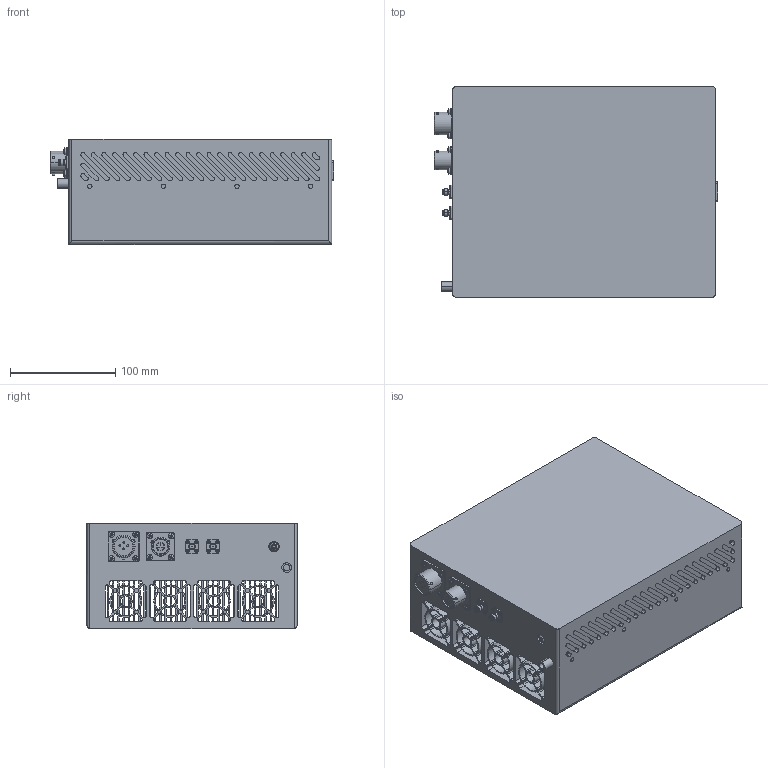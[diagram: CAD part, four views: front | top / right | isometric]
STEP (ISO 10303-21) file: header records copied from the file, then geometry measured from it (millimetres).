
FILE_DESCRIPTION (( 'STEP AP214' ), '1' );
FILE_NAME ('BP-HA-CW1, Defeatured.STEP', '2025-03-31T18:16:45', ( '' ), ( '' ), 'SwSTEP 2.0', 'SolidWorks 2021', '' );
FILE_SCHEMA (( 'AUTOMOTIVE_DESIGN' ));
Length unit declared in the file: inch
Products named in the file (14): SMA-8.6-0.38__.STEP; ____4^JY27496E11F35_27-31GHz_______.STEP; spring lock washers--normal type gb_GB_FASTENER_WASHER_SW 2.STEP; JY27496E13F04^JY27496E13F04_27-31GHz_______.STEP; cross recessed pan head screws gb_GB_CROSS_SCREWS_TYPE1 M3X8-8  H type-N.STEP; JY27496E13F04^27-31GHz_______.STEP; BP-HA-CW1, Defeatured; spring lock washers--normal type gb_GB_FASTENER_WASHER_SW 3.STEP; SSPAM2731P49.STEP; LED__^__________.STEP; JY27496E11F35^27-31GHz_______.STEP; SMA-8.6-0.38.STEP; cross recessed pan head screws gb_GB_CROSS_SCREWS_TYPE1 M1.6X5-5  H type-C.STEP; ____1^27-31GHz_______.STEP
Assembly tree (34 placements, depth 4):
  BP-HA-CW1, Defeatured
    SSPAM2731P49.STEP
      JY27496E13F04^27-31GHz_______.STEP
        JY27496E13F04^JY27496E13F04_27-31GHz_______.STEP
        spring lock washers--normal type gb_GB_FASTENER_WASHER_SW 3.STEP  x4
        cross recessed pan head screws gb_GB_CROSS_SCREWS_TYPE1 M3X8-8  H type-N.STEP  x4
      JY27496E11F35^27-31GHz_______.STEP
        ____4^JY27496E11F35_27-31GHz_______.STEP
        cross recessed pan head screws gb_GB_CROSS_SCREWS_TYPE1 M3X8-8  H type-N.STEP  x4
        spring lock washers--normal type gb_GB_FASTENER_WASHER_SW 3.STEP  x4
      SMA-8.6-0.38__.STEP  x2
        SMA-8.6-0.38.STEP
        cross recessed pan head screws gb_GB_CROSS_SCREWS_TYPE1 M1.6X5-5  H type-C.STEP
        spring lock washers--normal type gb_GB_FASTENER_WASHER_SW 2.STEP
      ____1^27-31GHz_______.STEP
      LED__^__________.STEP
Bounding box: 269.64 x 200 x 100 mm (x, y, z)
Volume: 3347262.1 mm3; surface area: 1219408.7 mm2
Topology: 38 solids, 38 shells, 2572 faces, 7528 edges, 4702 vertices
Faces by surface type: plane 1422, cylinder 1104, sphere 32, cone 14
Entity records: 71022 total; most frequent: DIRECTION 12620, CARTESIAN_POINT 12533, ORIENTED_EDGE 12328, EDGE_CURVE 6164, AXIS2_PLACEMENT_3D 4427, VERTEX_POINT 3794, LINE 3766, VECTOR 3766
